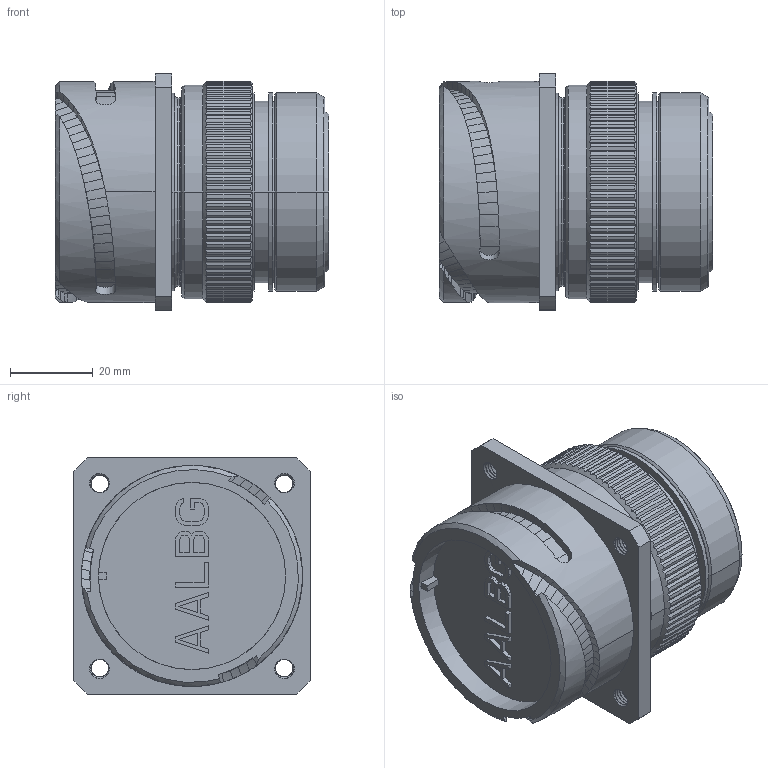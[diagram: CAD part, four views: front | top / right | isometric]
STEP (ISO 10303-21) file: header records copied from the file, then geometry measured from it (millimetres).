
FILE_DESCRIPTION((''),'2;1');
FILE_NAME('VG95234N-32_SW0001','2023-03-23T11:12:40',('paultorloting'),('NET AG system integration'),'CREO PARAMETRIC BY PTC INC, 2021404','CREO PARAMETRIC BY PTC INC, 2021404','');
FILE_SCHEMA(('AUTOMOTIVE_DESIGN { 1 0 10303 214 1 1 1 1 }'));
Length unit declared in the file: millimetre
Products named in the file (1): VG95234N-32_SW0001
Bounding box: 65.95 x 57 x 57 mm (x, y, z)
Volume: 123738.9 mm3; surface area: 22599.5 mm2
Topology: 1 solids, 1 shells, 856 faces, 2304 edges, 1481 vertices
Faces by surface type: plane 436, bspline 230, cylinder 152, cone 24, torus 14
Entity records: 38948 total; most frequent: CARTESIAN_POINT 14796, ORIENTED_EDGE 4608, DIRECTION 3077, EDGE_CURVE 2304, VERTEX_POINT 1481, VECTOR 1244, LINE 1244, AXIS2_PLACEMENT_3D 915
